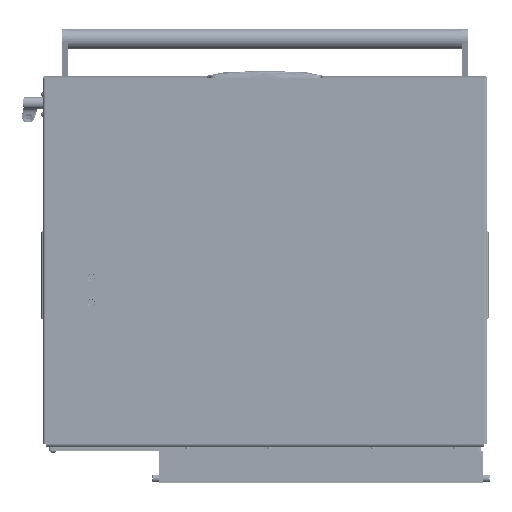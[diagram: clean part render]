
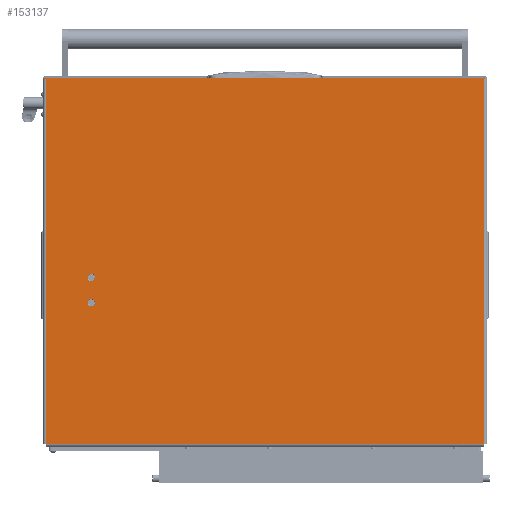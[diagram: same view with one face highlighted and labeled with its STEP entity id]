
A CAD part, front view. The second image highlights one B-rep face of the part: STEP entity #153137.
In plain terms, the highlighted face is planar.
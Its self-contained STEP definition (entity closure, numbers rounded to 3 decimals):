
#271 = DIRECTION ( 'NONE',  ( -1., 0., 0. ) ) ;
#1330 = DIRECTION ( 'NONE',  ( 0., 0., -1. ) ) ;
#2260 = FACE_BOUND ( 'NONE', #68008, .T. ) ;
#3751 = EDGE_CURVE ( 'NONE', #10377, #156533, #34177, .T. ) ;
#4146 = CARTESIAN_POINT ( 'NONE',  ( 0., -2., 0. ) ) ;
#5832 = CIRCLE ( 'NONE', #122533, 5.2 ) ;
#6719 = VERTEX_POINT ( 'NONE', #104402 ) ;
#8923 = CARTESIAN_POINT ( 'NONE',  ( -2., -4., 0. ) ) ;
#10377 = VERTEX_POINT ( 'NONE', #104304 ) ;
#12948 = CARTESIAN_POINT ( 'NONE',  ( -2., 610., 0. ) ) ;
#15174 = CARTESIAN_POINT ( 'NONE',  ( 506., 608., 0. ) ) ;
#16795 = DIRECTION ( 'NONE',  ( 0., -1., 0. ) ) ;
#18047 = VECTOR ( 'NONE', #45076, 1000. ) ;
#22430 = EDGE_CURVE ( 'NONE', #90053, #161196, #130646, .T. ) ;
#22664 = AXIS2_PLACEMENT_3D ( 'NONE', #104142, #144355, #68837 ) ;
#24976 = ORIENTED_EDGE ( 'NONE', *, *, #138647, .T. ) ;
#25969 = DIRECTION ( 'NONE',  ( -1., 0., 0. ) ) ;
#30028 = ORIENTED_EDGE ( 'NONE', *, *, #136662, .T. ) ;
#31031 = DIRECTION ( 'NONE',  ( 1., 0., 0. ) ) ;
#34177 = CIRCLE ( 'NONE', #59786, 5.2 ) ;
#34366 = CIRCLE ( 'NONE', #147502, 5.2 ) ;
#34606 = LINE ( 'NONE', #124090, #64228 ) ;
#38301 = PLANE ( 'NONE',  #83071 ) ;
#38535 = ORIENTED_EDGE ( 'NONE', *, *, #87887, .F. ) ;
#39431 = CARTESIAN_POINT ( 'NONE',  ( 275., 545., 0. ) ) ;
#41936 = CARTESIAN_POINT ( 'NONE',  ( 506., 0., 0. ) ) ;
#44247 = LINE ( 'NONE', #84203, #95293 ) ;
#45076 = DIRECTION ( 'NONE',  ( 0., 1., 0. ) ) ;
#45238 = VERTEX_POINT ( 'NONE', #41936 ) ;
#50967 = CARTESIAN_POINT ( 'NONE',  ( 0., 608., 0. ) ) ;
#57218 = CARTESIAN_POINT ( 'NONE',  ( 0., -4., 0. ) ) ;
#57415 = ORIENTED_EDGE ( 'NONE', *, *, #148969, .F. ) ;
#57536 = CARTESIAN_POINT ( 'NONE',  ( 0., 610., 0. ) ) ;
#57962 = ORIENTED_EDGE ( 'NONE', *, *, #78988, .F. ) ;
#59277 = LINE ( 'NONE', #8923, #151912 ) ;
#59786 = AXIS2_PLACEMENT_3D ( 'NONE', #39431, #1330, #113788 ) ;
#59872 = CARTESIAN_POINT ( 'NONE',  ( 280.2, 545., 0. ) ) ;
#62005 = VERTEX_POINT ( 'NONE', #124885 ) ;
#62784 = CARTESIAN_POINT ( 'NONE',  ( 0., 0., 0. ) ) ;
#63642 = VECTOR ( 'NONE', #92425, 1000. ) ;
#64228 = VECTOR ( 'NONE', #137407, 1000. ) ;
#65479 = ORIENTED_EDGE ( 'NONE', *, *, #3751, .F. ) ;
#65705 = VERTEX_POINT ( 'NONE', #80854 ) ;
#65778 = ORIENTED_EDGE ( 'NONE', *, *, #22430, .T. ) ;
#66066 = LINE ( 'NONE', #15174, #111217 ) ;
#68008 = EDGE_LOOP ( 'NONE', ( #123551, #127512 ) ) ;
#68784 = EDGE_CURVE ( 'NONE', #65705, #45238, #66066, .T. ) ;
#68837 = DIRECTION ( 'NONE',  ( -1., 0., 0. ) ) ;
#73374 = VERTEX_POINT ( 'NONE', #144052 ) ;
#73613 = CARTESIAN_POINT ( 'NONE',  ( -2., -2., 0. ) ) ;
#75394 = VERTEX_POINT ( 'NONE', #57536 ) ;
#76388 = CARTESIAN_POINT ( 'NONE',  ( 0., 608., 0. ) ) ;
#78988 = EDGE_CURVE ( 'NONE', #156533, #10377, #5832, .T. ) ;
#80854 = CARTESIAN_POINT ( 'NONE',  ( 506., 608., 0. ) ) ;
#83071 = AXIS2_PLACEMENT_3D ( 'NONE', #50967, #112644, #139170 ) ;
#84203 = CARTESIAN_POINT ( 'NONE',  ( 0., 0., 0. ) ) ;
#87722 = LINE ( 'NONE', #158314, #135106 ) ;
#87887 = EDGE_CURVE ( 'NONE', #62005, #75394, #34606, .T. ) ;
#88725 = LINE ( 'NONE', #76388, #155743 ) ;
#89038 = DIRECTION ( 'NONE',  ( -1., 0., 0. ) ) ;
#90053 = VERTEX_POINT ( 'NONE', #158989 ) ;
#92425 = DIRECTION ( 'NONE',  ( -1., 0., 0. ) ) ;
#95293 = VECTOR ( 'NONE', #148054, 1000. ) ;
#95678 = ORIENTED_EDGE ( 'NONE', *, *, #68784, .T. ) ;
#95750 = VERTEX_POINT ( 'NONE', #12948 ) ;
#96766 = EDGE_CURVE ( 'NONE', #73374, #6719, #112950, .T. ) ;
#97474 = EDGE_CURVE ( 'NONE', #90053, #114135, #150327, .T. ) ;
#98262 = DIRECTION ( 'NONE',  ( 0., 1., 0. ) ) ;
#98935 = FACE_OUTER_BOUND ( 'NONE', #138854, .T. ) ;
#101503 = CARTESIAN_POINT ( 'NONE',  ( 310., 545., 0. ) ) ;
#104142 = CARTESIAN_POINT ( 'NONE',  ( 310., 545., 0. ) ) ;
#104304 = CARTESIAN_POINT ( 'NONE',  ( 269.8, 545., 0. ) ) ;
#104402 = CARTESIAN_POINT ( 'NONE',  ( 315.2, 545., 0. ) ) ;
#111217 = VECTOR ( 'NONE', #16795, 1000. ) ;
#112644 = DIRECTION ( 'NONE',  ( 0., 0., -1. ) ) ;
#112950 = CIRCLE ( 'NONE', #22664, 5.2 ) ;
#113788 = DIRECTION ( 'NONE',  ( -1., 0., 0. ) ) ;
#114135 = VERTEX_POINT ( 'NONE', #62784 ) ;
#116486 = DIRECTION ( 'NONE',  ( 0., 0., -1. ) ) ;
#122533 = AXIS2_PLACEMENT_3D ( 'NONE', #152386, #116486, #89038 ) ;
#123551 = ORIENTED_EDGE ( 'NONE', *, *, #96766, .F. ) ;
#124090 = CARTESIAN_POINT ( 'NONE',  ( 0., -4., 0. ) ) ;
#124343 = EDGE_LOOP ( 'NONE', ( #65479, #57962 ) ) ;
#124885 = CARTESIAN_POINT ( 'NONE',  ( 0., 608., 0. ) ) ;
#125149 = EDGE_CURVE ( 'NONE', #114135, #45238, #44247, .T. ) ;
#127512 = ORIENTED_EDGE ( 'NONE', *, *, #161984, .F. ) ;
#130646 = LINE ( 'NONE', #4146, #63642 ) ;
#134544 = FACE_BOUND ( 'NONE', #124343, .T. ) ;
#135106 = VECTOR ( 'NONE', #31031, 1000. ) ;
#136662 = EDGE_CURVE ( 'NONE', #95750, #75394, #87722, .T. ) ;
#137407 = DIRECTION ( 'NONE',  ( 0., 1., 0. ) ) ;
#138647 = EDGE_CURVE ( 'NONE', #161196, #95750, #59277, .T. ) ;
#138854 = EDGE_LOOP ( 'NONE', ( #157940, #65778, #24976, #30028, #38535, #57415, #95678, #141616 ) ) ;
#139170 = DIRECTION ( 'NONE',  ( -1., 0., 0. ) ) ;
#141616 = ORIENTED_EDGE ( 'NONE', *, *, #125149, .F. ) ;
#144052 = CARTESIAN_POINT ( 'NONE',  ( 304.8, 545., 0. ) ) ;
#144355 = DIRECTION ( 'NONE',  ( 0., 0., -1. ) ) ;
#147502 = AXIS2_PLACEMENT_3D ( 'NONE', #101503, #153847, #25969 ) ;
#148054 = DIRECTION ( 'NONE',  ( 1., 0., 0. ) ) ;
#148969 = EDGE_CURVE ( 'NONE', #65705, #62005, #88725, .T. ) ;
#150327 = LINE ( 'NONE', #57218, #18047 ) ;
#151912 = VECTOR ( 'NONE', #98262, 1000. ) ;
#152386 = CARTESIAN_POINT ( 'NONE',  ( 275., 545., 0. ) ) ;
#153137 = ADVANCED_FACE ( 'NONE', ( #134544, #2260, #98935 ), #38301, .T. ) ;
#153847 = DIRECTION ( 'NONE',  ( 0., 0., -1. ) ) ;
#155743 = VECTOR ( 'NONE', #271, 1000. ) ;
#156533 = VERTEX_POINT ( 'NONE', #59872 ) ;
#157940 = ORIENTED_EDGE ( 'NONE', *, *, #97474, .F. ) ;
#158314 = CARTESIAN_POINT ( 'NONE',  ( 0., 610., 0. ) ) ;
#158989 = CARTESIAN_POINT ( 'NONE',  ( 0., -2., 0. ) ) ;
#161196 = VERTEX_POINT ( 'NONE', #73613 ) ;
#161984 = EDGE_CURVE ( 'NONE', #6719, #73374, #34366, .T. ) ;
